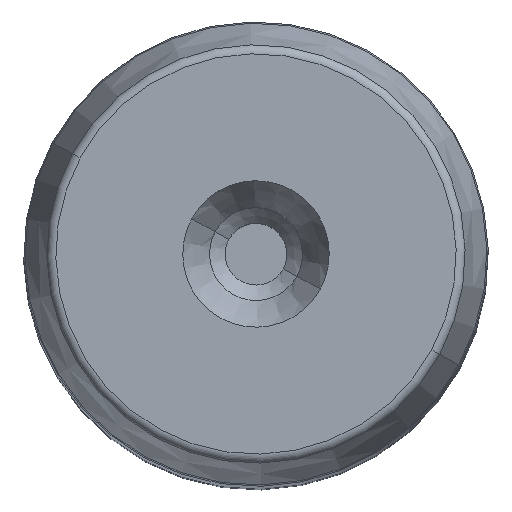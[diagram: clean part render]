
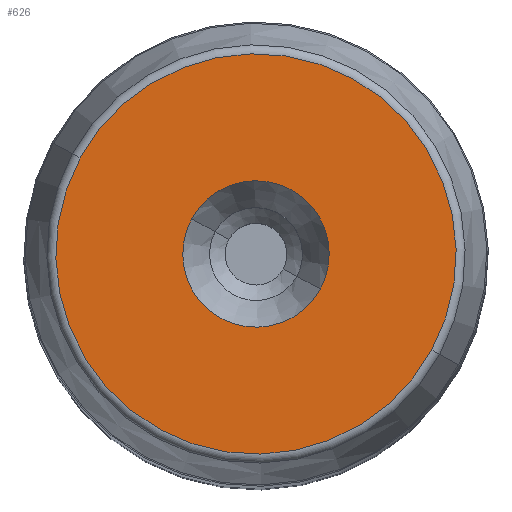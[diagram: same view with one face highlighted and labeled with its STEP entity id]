
A CAD part, top view. The second image highlights one B-rep face of the part: STEP entity #626.
In plain terms, the highlighted planar face has unit normal (0, 0, 1).
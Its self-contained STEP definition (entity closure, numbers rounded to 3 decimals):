
#378=CARTESIAN_POINT('Vertex',(-18.915,10.333,180.)) ;
#381=CARTESIAN_POINT('Axis2P3D Location',(0.,0.,180.)) ;
#385=CARTESIAN_POINT('Vertex',(18.915,-10.333,180.)) ;
#412=CARTESIAN_POINT('Axis2P3D Location',(0.,0.,180.)) ;
#599=CARTESIAN_POINT('Axis2P3D Location',(0.,0.,180.)) ;
#608=CARTESIAN_POINT('Axis2P3D Location',(0.,0.,180.)) ;
#612=CARTESIAN_POINT('Vertex',(6.921,-3.781,180.)) ;
#614=CARTESIAN_POINT('Vertex',(-6.921,3.781,180.)) ;
#617=CARTESIAN_POINT('Axis2P3D Location',(0.,0.,180.)) ;
#382=DIRECTION('Axis2P3D Direction',(-0.,0.,-1.)) ;
#413=DIRECTION('Axis2P3D Direction',(0.,0.,-1.)) ;
#600=DIRECTION('Axis2P3D Direction',(0.,0.,-1.)) ;
#601=DIRECTION('Axis2P3D XDirection',(1.,0.,0.)) ;
#609=DIRECTION('Axis2P3D Direction',(0.,0.,-1.)) ;
#618=DIRECTION('Axis2P3D Direction',(0.,0.,-1.)) ;
#383=AXIS2_PLACEMENT_3D('Circle Axis2P3D',#381,#382,$) ;
#414=AXIS2_PLACEMENT_3D('Circle Axis2P3D',#412,#413,$) ;
#602=AXIS2_PLACEMENT_3D('Plane Axis2P3D',#599,#600,#601) ;
#610=AXIS2_PLACEMENT_3D('Circle Axis2P3D',#608,#609,$) ;
#619=AXIS2_PLACEMENT_3D('Circle Axis2P3D',#617,#618,$) ;
#605=ORIENTED_EDGE('',*,*,#387,.F.) ;
#606=ORIENTED_EDGE('',*,*,#416,.F.) ;
#623=ORIENTED_EDGE('',*,*,#616,.T.) ;
#624=ORIENTED_EDGE('',*,*,#621,.T.) ;
#625=FACE_BOUND('',#622,.T.) ;
#626=ADVANCED_FACE('PartBody',(#607,#625),#603,.F.) ;
#384=CIRCLE('generated circle',#383,21.553) ;
#415=CIRCLE('generated circle',#414,21.553) ;
#611=CIRCLE('generated circle',#610,7.887) ;
#620=CIRCLE('generated circle',#619,7.887) ;
#387=EDGE_CURVE('',#379,#386,#384,.T.) ;
#416=EDGE_CURVE('',#386,#379,#415,.T.) ;
#616=EDGE_CURVE('',#613,#615,#611,.T.) ;
#621=EDGE_CURVE('',#615,#613,#620,.T.) ;
#604=EDGE_LOOP('',(#605,#606)) ;
#622=EDGE_LOOP('',(#623,#624)) ;
#607=FACE_OUTER_BOUND('',#604,.T.) ;
#603=PLANE('Plane',#602) ;
#379=VERTEX_POINT('',#378) ;
#386=VERTEX_POINT('',#385) ;
#613=VERTEX_POINT('',#612) ;
#615=VERTEX_POINT('',#614) ;
